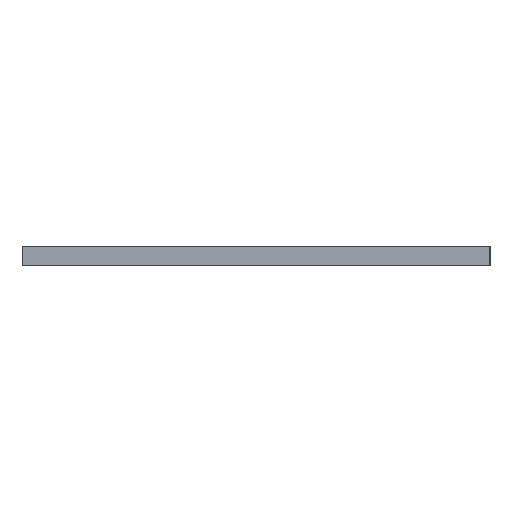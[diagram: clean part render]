
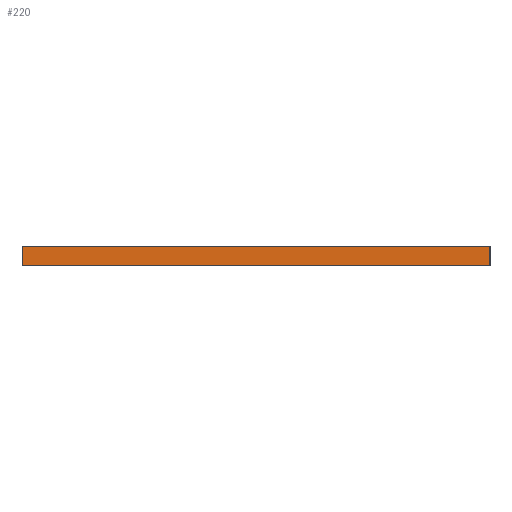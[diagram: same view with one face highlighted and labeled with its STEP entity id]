
A CAD part, left-side view. The second image highlights one B-rep face of the part: STEP entity #220.
In plain terms, the highlighted face is a extrusion surface.
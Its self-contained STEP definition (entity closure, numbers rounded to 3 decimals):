
#84 = PLANE('',#85);
#85 = AXIS2_PLACEMENT_3D('',#86,#87,#88);
#86 = CARTESIAN_POINT('',(14.361,0.,0.5));
#87 = DIRECTION('',(0.,0.,1.));
#88 = DIRECTION('',(1.,0.,-0.));
#111 = SURFACE_OF_LINEAR_EXTRUSION('',#112,#115);
#112 = B_SPLINE_CURVE_WITH_KNOTS('',1,(#113,#114),.UNSPECIFIED.,.F.,.F.,
  (2,2),(0.,31.818),.PIECEWISE_BEZIER_KNOTS.);
#113 = CARTESIAN_POINT('',(8.98,-11.852,0.));
#114 = CARTESIAN_POINT('',(0.,-11.836,0.));
#115 = VECTOR('',#116,1.);
#116 = DIRECTION('',(-0.,-0.,-1.));
#137 = PLANE('',#138);
#138 = AXIS2_PLACEMENT_3D('',#139,#140,#141);
#139 = CARTESIAN_POINT('',(14.361,0.,0.));
#140 = DIRECTION('',(0.,0.,1.));
#141 = DIRECTION('',(1.,0.,-0.));
#153 = VERTEX_POINT('',#154);
#154 = CARTESIAN_POINT('',(0.,-11.836,0.5));
#173 = EDGE_CURVE('',#174,#153,#176,.T.);
#174 = VERTEX_POINT('',#175);
#175 = CARTESIAN_POINT('',(0.,-11.836,0.));
#176 = SURFACE_CURVE('',#177,(#181,#188),.PCURVE_S1.);
#177 = LINE('',#178,#179);
#178 = CARTESIAN_POINT('',(0.,-11.836,0.));
#179 = VECTOR('',#180,1.);
#180 = DIRECTION('',(0.,0.,1.));
#181 = PCURVE('',#111,#182);
#182 = DEFINITIONAL_REPRESENTATION('',(#183),#187);
#183 = LINE('',#184,#185);
#184 = CARTESIAN_POINT('',(31.818,0.));
#185 = VECTOR('',#186,1.);
#186 = DIRECTION('',(0.,-1.));
#187 = ( GEOMETRIC_REPRESENTATION_CONTEXT(2) 
PARAMETRIC_REPRESENTATION_CONTEXT() REPRESENTATION_CONTEXT('2D SPACE',''
  ) );
#188 = PCURVE('',#189,#195);
#189 = SURFACE_OF_LINEAR_EXTRUSION('',#190,#193);
#190 = B_SPLINE_CURVE_WITH_KNOTS('',1,(#191,#192),.UNSPECIFIED.,.F.,.F.,
  (2,2),(0.,41.94),.PIECEWISE_BEZIER_KNOTS.);
#191 = CARTESIAN_POINT('',(0.,-11.836,0.));
#192 = CARTESIAN_POINT('',(0.,0.,0.));
#193 = VECTOR('',#194,1.);
#194 = DIRECTION('',(-0.,-0.,-1.));
#195 = DEFINITIONAL_REPRESENTATION('',(#196),#200);
#196 = LINE('',#197,#198);
#197 = CARTESIAN_POINT('',(0.,0.));
#198 = VECTOR('',#199,1.);
#199 = DIRECTION('',(0.,-1.));
#200 = ( GEOMETRIC_REPRESENTATION_CONTEXT(2) 
PARAMETRIC_REPRESENTATION_CONTEXT() REPRESENTATION_CONTEXT('2D SPACE',''
  ) );
#220 = ADVANCED_FACE('',(#221),#189,.T.);
#221 = FACE_BOUND('',#222,.T.);
#222 = EDGE_LOOP('',(#223,#224,#245,#274));
#223 = ORIENTED_EDGE('',*,*,#173,.T.);
#224 = ORIENTED_EDGE('',*,*,#225,.T.);
#225 = EDGE_CURVE('',#153,#226,#228,.T.);
#226 = VERTEX_POINT('',#227);
#227 = CARTESIAN_POINT('',(0.,0.,0.5));
#228 = SURFACE_CURVE('',#229,(#232,#239),.PCURVE_S1.);
#229 = B_SPLINE_CURVE_WITH_KNOTS('',1,(#230,#231),.UNSPECIFIED.,.F.,.F.,
  (2,2),(0.,41.94),.PIECEWISE_BEZIER_KNOTS.);
#230 = CARTESIAN_POINT('',(0.,-11.836,0.5));
#231 = CARTESIAN_POINT('',(0.,0.,0.5));
#232 = PCURVE('',#189,#233);
#233 = DEFINITIONAL_REPRESENTATION('',(#234),#238);
#234 = LINE('',#235,#236);
#235 = CARTESIAN_POINT('',(0.,-0.5));
#236 = VECTOR('',#237,1.);
#237 = DIRECTION('',(1.,0.));
#238 = ( GEOMETRIC_REPRESENTATION_CONTEXT(2) 
PARAMETRIC_REPRESENTATION_CONTEXT() REPRESENTATION_CONTEXT('2D SPACE',''
  ) );
#239 = PCURVE('',#84,#240);
#240 = DEFINITIONAL_REPRESENTATION('',(#241),#244);
#241 = B_SPLINE_CURVE_WITH_KNOTS('',1,(#242,#243),.UNSPECIFIED.,.F.,.F.,
  (2,2),(0.,41.94),.PIECEWISE_BEZIER_KNOTS.);
#242 = CARTESIAN_POINT('',(-14.361,-11.836));
#243 = CARTESIAN_POINT('',(-14.361,0.));
#244 = ( GEOMETRIC_REPRESENTATION_CONTEXT(2) 
PARAMETRIC_REPRESENTATION_CONTEXT() REPRESENTATION_CONTEXT('2D SPACE',''
  ) );
#245 = ORIENTED_EDGE('',*,*,#246,.F.);
#246 = EDGE_CURVE('',#247,#226,#249,.T.);
#247 = VERTEX_POINT('',#248);
#248 = CARTESIAN_POINT('',(0.,0.,0.));
#249 = SURFACE_CURVE('',#250,(#254,#261),.PCURVE_S1.);
#250 = LINE('',#251,#252);
#251 = CARTESIAN_POINT('',(0.,0.,0.));
#252 = VECTOR('',#253,1.);
#253 = DIRECTION('',(0.,0.,1.));
#254 = PCURVE('',#189,#255);
#255 = DEFINITIONAL_REPRESENTATION('',(#256),#260);
#256 = LINE('',#257,#258);
#257 = CARTESIAN_POINT('',(41.94,0.));
#258 = VECTOR('',#259,1.);
#259 = DIRECTION('',(0.,-1.));
#260 = ( GEOMETRIC_REPRESENTATION_CONTEXT(2) 
PARAMETRIC_REPRESENTATION_CONTEXT() REPRESENTATION_CONTEXT('2D SPACE',''
  ) );
#261 = PCURVE('',#262,#268);
#262 = SURFACE_OF_LINEAR_EXTRUSION('',#263,#266);
#263 = B_SPLINE_CURVE_WITH_KNOTS('',1,(#264,#265),.UNSPECIFIED.,.F.,.F.,
  (2,2),(0.,8.388),.PIECEWISE_BEZIER_KNOTS.);
#264 = CARTESIAN_POINT('',(0.,0.,0.));
#265 = CARTESIAN_POINT('',(2.367,0.,0.));
#266 = VECTOR('',#267,1.);
#267 = DIRECTION('',(-0.,-0.,-1.));
#268 = DEFINITIONAL_REPRESENTATION('',(#269),#273);
#269 = LINE('',#270,#271);
#270 = CARTESIAN_POINT('',(0.,0.));
#271 = VECTOR('',#272,1.);
#272 = DIRECTION('',(0.,-1.));
#273 = ( GEOMETRIC_REPRESENTATION_CONTEXT(2) 
PARAMETRIC_REPRESENTATION_CONTEXT() REPRESENTATION_CONTEXT('2D SPACE',''
  ) );
#274 = ORIENTED_EDGE('',*,*,#275,.F.);
#275 = EDGE_CURVE('',#174,#247,#276,.T.);
#276 = SURFACE_CURVE('',#277,(#280,#287),.PCURVE_S1.);
#277 = B_SPLINE_CURVE_WITH_KNOTS('',1,(#278,#279),.UNSPECIFIED.,.F.,.F.,
  (2,2),(0.,41.94),.PIECEWISE_BEZIER_KNOTS.);
#278 = CARTESIAN_POINT('',(0.,-11.836,0.));
#279 = CARTESIAN_POINT('',(0.,0.,0.));
#280 = PCURVE('',#189,#281);
#281 = DEFINITIONAL_REPRESENTATION('',(#282),#286);
#282 = LINE('',#283,#284);
#283 = CARTESIAN_POINT('',(0.,0.));
#284 = VECTOR('',#285,1.);
#285 = DIRECTION('',(1.,0.));
#286 = ( GEOMETRIC_REPRESENTATION_CONTEXT(2) 
PARAMETRIC_REPRESENTATION_CONTEXT() REPRESENTATION_CONTEXT('2D SPACE',''
  ) );
#287 = PCURVE('',#137,#288);
#288 = DEFINITIONAL_REPRESENTATION('',(#289),#292);
#289 = B_SPLINE_CURVE_WITH_KNOTS('',1,(#290,#291),.UNSPECIFIED.,.F.,.F.,
  (2,2),(0.,41.94),.PIECEWISE_BEZIER_KNOTS.);
#290 = CARTESIAN_POINT('',(-14.361,-11.836));
#291 = CARTESIAN_POINT('',(-14.361,0.));
#292 = ( GEOMETRIC_REPRESENTATION_CONTEXT(2) 
PARAMETRIC_REPRESENTATION_CONTEXT() REPRESENTATION_CONTEXT('2D SPACE',''
  ) );
